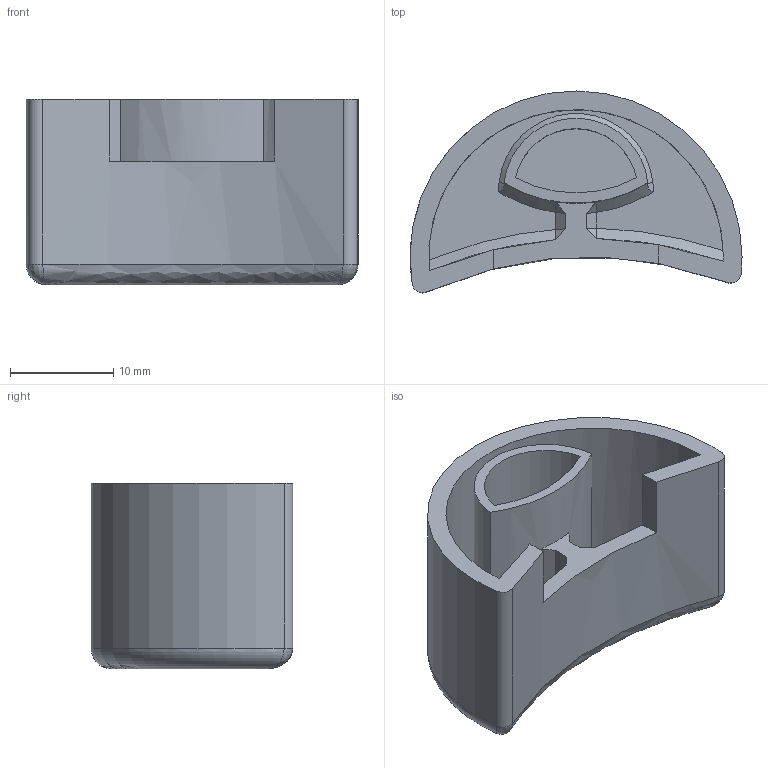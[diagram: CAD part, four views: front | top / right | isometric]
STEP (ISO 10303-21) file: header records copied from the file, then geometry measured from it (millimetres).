
FILE_DESCRIPTION(('FreeCAD Model'),'2;1');
FILE_NAME( 'pulsador roca parte grande.step', '2021-06-27T12:08:53',('Author'),(''), 'Open CASCADE STEP processor 7.3','FreeCAD','Unknown');
FILE_SCHEMA(('AUTOMOTIVE_DESIGN { 1 0 10303 214 1 1 1 1 }'));
Length unit declared in the file: millimetre
Products named in the file (1): Chaflaneo_borde_grande_vertical
Bounding box: 32.2 x 19.57 x 18 mm (x, y, z)
Volume: 3586.8 mm3; surface area: 4466.6 mm2
Topology: 1 solids, 1 shells, 45 faces, 116 edges, 72 vertices
Faces by surface type: plane 18, bspline 11, cylinder 6, cone 5, offset 2, torus 2, extrusion 1
Entity records: 6792 total; most frequent: CARTESIAN_POINT 4783, DIRECTION 282, ORIENTED_EDGE 228, PCURVE 228, DEFINITIONAL_REPRESENTATION 228, B_SPLINE_CURVE_WITH_KNOTS 140, VECTOR 138, LINE 137
